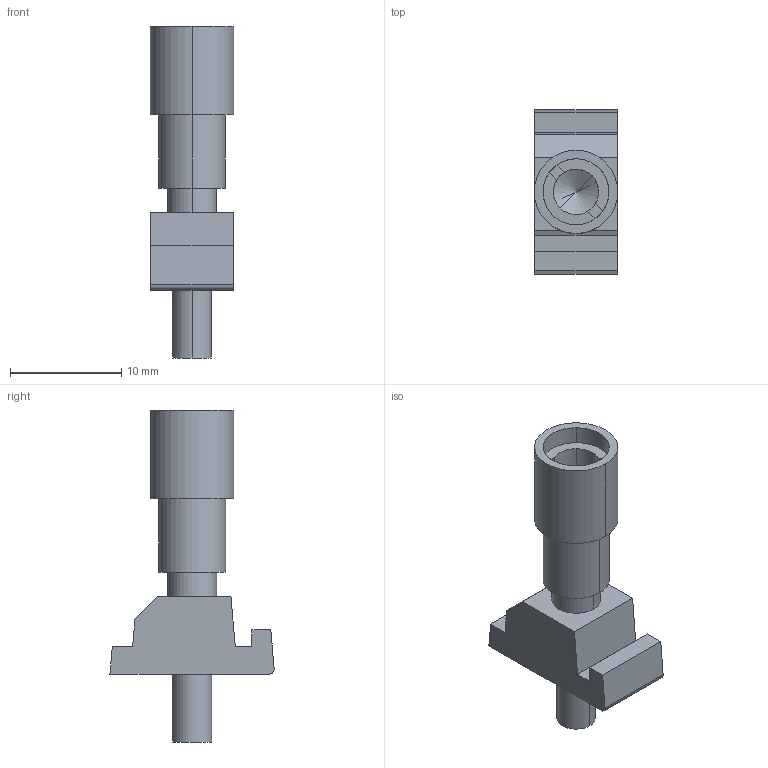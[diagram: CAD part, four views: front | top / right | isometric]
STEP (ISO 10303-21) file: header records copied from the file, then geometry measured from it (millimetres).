
FILE_DESCRIPTION(('Creo Elements/Direct Modeling STEP Export'),'2;1');
FILE_NAME('model.stp','2020-06-15T 8:36:54',(''),(''),'Creo Elements/Direct Modeling STEP processor for AP214 (Solid Model)','Creo Elements/Direct Modeling 20.1A 29-Sep-2018 (C) Parametric Technology GmbH','');
FILE_SCHEMA(('AUTOMOTIVE_DESIGN { 1 0 10303 214 1 1 1 1 }'));
Length unit declared in the file: millimetre
Products named in the file (2): PSBJ_GSK_FARBLOS-select
Assembly tree (1 placements, depth 2):
  PSBJ_GSK_FARBLOS-select
    PSBJ_GSK_FARBLOS-select
Bounding box: 7.5 x 14.79 x 29.9 mm (x, y, z)
Volume: 1017.2 mm3; surface area: 1116.5 mm2
Topology: 1 solids, 1 shells, 40 faces, 100 edges, 65 vertices
Faces by surface type: plane 25, cylinder 13, cone 2
Entity records: 1463 total; most frequent: ORIENTED_EDGE 196, CARTESIAN_POINT 187, DIRECTION 180, EDGE_CURVE 98, VERTEX_POINT 65, VECTOR 64, LINE 64, AXIS2_PLACEMENT_3D 58
